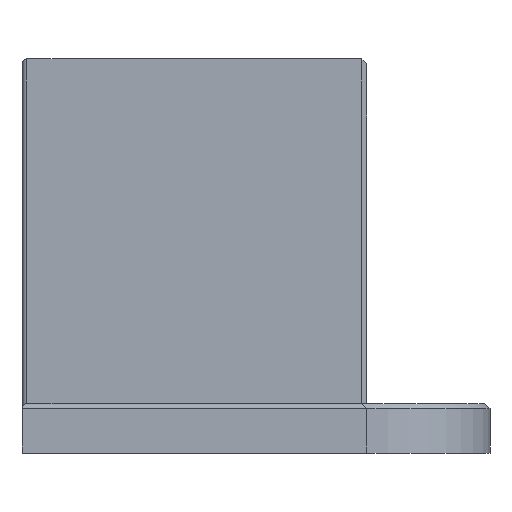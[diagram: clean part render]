
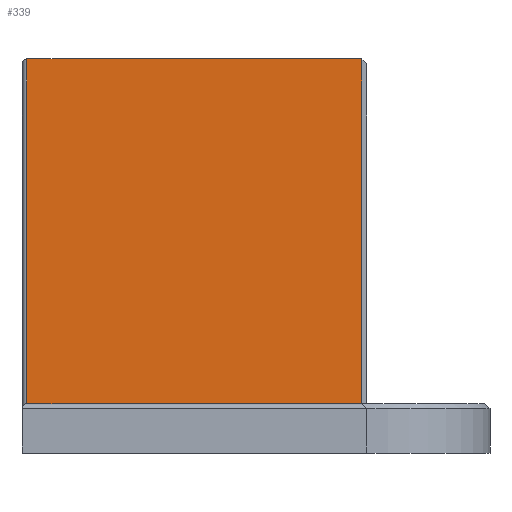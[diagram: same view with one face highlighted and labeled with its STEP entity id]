
A CAD part, left-side view. The second image highlights one B-rep face of the part: STEP entity #339.
In plain terms, the highlighted planar face has unit normal (-1, 0, 0).
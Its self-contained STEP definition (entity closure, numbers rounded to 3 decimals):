
#300=CARTESIAN_POINT('Axis2P3D Location',(-60.,0.,80.)) ;
#305=CARTESIAN_POINT('Line Origine',(-60.,69.,45.)) ;
#309=CARTESIAN_POINT('Vertex',(-60.,69.,80.)) ;
#311=CARTESIAN_POINT('Vertex',(-60.,69.,10.)) ;
#314=CARTESIAN_POINT('Line Origine',(-60.,35.,10.)) ;
#318=CARTESIAN_POINT('Vertex',(-60.,1.,10.)) ;
#321=CARTESIAN_POINT('Line Origine',(-60.,1.,45.)) ;
#325=CARTESIAN_POINT('Vertex',(-60.,1.,80.)) ;
#328=CARTESIAN_POINT('Line Origine',(-60.,35.,80.)) ;
#301=DIRECTION('Axis2P3D Direction',(1.,0.,-0.)) ;
#302=DIRECTION('Axis2P3D XDirection',(-0.,0.,-1.)) ;
#306=DIRECTION('Vector Direction',(0.,0.,-1.)) ;
#315=DIRECTION('Vector Direction',(0.,-1.,0.)) ;
#322=DIRECTION('Vector Direction',(0.,0.,-1.)) ;
#329=DIRECTION('Vector Direction',(0.,1.,0.)) ;
#303=AXIS2_PLACEMENT_3D('Plane Axis2P3D',#300,#301,#302) ;
#334=ORIENTED_EDGE('',*,*,#313,.T.) ;
#335=ORIENTED_EDGE('',*,*,#320,.F.) ;
#336=ORIENTED_EDGE('',*,*,#327,.T.) ;
#337=ORIENTED_EDGE('',*,*,#332,.T.) ;
#307=VECTOR('Line Direction',#306,1.) ;
#316=VECTOR('Line Direction',#315,1.) ;
#323=VECTOR('Line Direction',#322,1.) ;
#330=VECTOR('Line Direction',#329,1.) ;
#339=ADVANCED_FACE('PartBody',(#338),#304,.F.) ;
#313=EDGE_CURVE('',#310,#312,#308,.T.) ;
#320=EDGE_CURVE('',#319,#312,#317,.F.) ;
#327=EDGE_CURVE('',#319,#326,#324,.F.) ;
#332=EDGE_CURVE('',#326,#310,#331,.T.) ;
#333=EDGE_LOOP('',(#334,#335,#336,#337)) ;
#338=FACE_OUTER_BOUND('',#333,.T.) ;
#308=LINE('Line',#305,#307) ;
#317=LINE('Line',#314,#316) ;
#324=LINE('Line',#321,#323) ;
#331=LINE('Line',#328,#330) ;
#304=PLANE('',#303) ;
#310=VERTEX_POINT('',#309) ;
#312=VERTEX_POINT('',#311) ;
#319=VERTEX_POINT('',#318) ;
#326=VERTEX_POINT('',#325) ;
